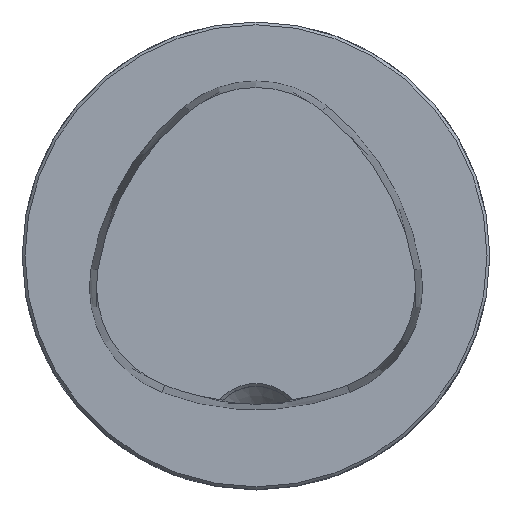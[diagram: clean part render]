
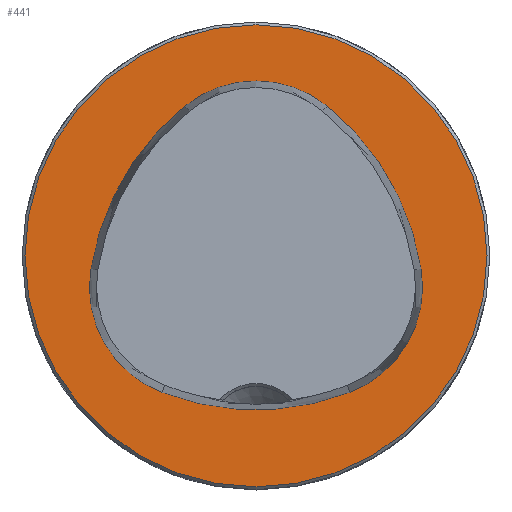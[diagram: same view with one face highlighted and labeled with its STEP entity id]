
A CAD part, top view. The second image highlights one B-rep face of the part: STEP entity #441.
In plain terms, the highlighted planar face has unit normal (0, 0, 1).
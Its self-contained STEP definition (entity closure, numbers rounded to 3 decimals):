
#441=ADVANCED_FACE('CU_E_LO_SU_1',(#629,#630),#547,.T.);
#547=PLANE('',#1777);
#629=FACE_BOUND('',#700,.T.);
#630=FACE_BOUND('',#701,.T.);
#700=EDGE_LOOP('',(#887));
#701=EDGE_LOOP('',(#888,#889,#890,#891,#892,#893));
#887=ORIENTED_EDGE('',*,*,#1478,.T.);
#888=ORIENTED_EDGE('',*,*,#1479,.F.);
#889=ORIENTED_EDGE('',*,*,#1480,.F.);
#890=ORIENTED_EDGE('',*,*,#1481,.F.);
#891=ORIENTED_EDGE('',*,*,#1482,.F.);
#892=ORIENTED_EDGE('',*,*,#1476,.F.);
#893=ORIENTED_EDGE('',*,*,#1483,.F.);
#1322=VERTEX_POINT('',#2801);
#1323=VERTEX_POINT('',#2803);
#1324=VERTEX_POINT('',#2807);
#1325=VERTEX_POINT('',#2809);
#1326=VERTEX_POINT('',#2810);
#1327=VERTEX_POINT('',#2812);
#1328=VERTEX_POINT('',#2814);
#1476=EDGE_CURVE('',#1322,#1323,#1659,.T.);
#1478=EDGE_CURVE('',#1324,#1324,#1660,.T.);
#1479=EDGE_CURVE('',#1325,#1326,#1661,.T.);
#1480=EDGE_CURVE('',#1327,#1325,#1662,.T.);
#1481=EDGE_CURVE('',#1328,#1327,#1663,.T.);
#1482=EDGE_CURVE('',#1323,#1328,#1664,.T.);
#1483=EDGE_CURVE('',#1326,#1322,#1665,.T.);
#1659=CIRCLE('',#1769,28.075);
#1660=CIRCLE('',#1771,24.7);
#1661=CIRCLE('',#1772,28.075);
#1662=CIRCLE('',#1773,12.075);
#1663=CIRCLE('',#1774,28.075);
#1664=CIRCLE('',#1775,12.075);
#1665=CIRCLE('',#1776,12.075);
#1769=AXIS2_PLACEMENT_3D('',#2802,#1997,#1998);
#1771=AXIS2_PLACEMENT_3D('',#2806,#2002,#2003);
#1772=AXIS2_PLACEMENT_3D('',#2808,#2004,#2005);
#1773=AXIS2_PLACEMENT_3D('',#2811,#2006,#2007);
#1774=AXIS2_PLACEMENT_3D('',#2813,#2008,#2009);
#1775=AXIS2_PLACEMENT_3D('',#2815,#2010,#2011);
#1776=AXIS2_PLACEMENT_3D('',#2816,#2012,#2013);
#1777=AXIS2_PLACEMENT_3D('',#2817,#2014,#2015);
#1997=DIRECTION('',(0.,0.,1.));
#1998=DIRECTION('',(1.,0.,0.));
#2002=DIRECTION('',(0.,0.,1.));
#2003=DIRECTION('',(1.,0.,0.));
#2004=DIRECTION('',(0.,0.,1.));
#2005=DIRECTION('',(1.,0.,0.));
#2006=DIRECTION('',(0.,0.,1.));
#2007=DIRECTION('',(1.,0.,0.));
#2008=DIRECTION('',(0.,0.,1.));
#2009=DIRECTION('',(1.,0.,0.));
#2010=DIRECTION('',(0.,0.,1.));
#2011=DIRECTION('',(1.,0.,0.));
#2012=DIRECTION('',(0.,0.,1.));
#2013=DIRECTION('',(1.,0.,0.));
#2014=DIRECTION('',(0.,0.,1.));
#2015=DIRECTION('',(1.,0.,0.));
#2801=CARTESIAN_POINT('',(-10.05,-14.595,0.));
#2802=CARTESIAN_POINT('',(0.,11.62,0.));
#2803=CARTESIAN_POINT('',(10.05,-14.595,0.));
#2806=CARTESIAN_POINT('',(0.,0.,0.));
#2807=CARTESIAN_POINT('',(24.7,0.,0.));
#2808=CARTESIAN_POINT('',(10.078,-5.807,0.));
#2809=CARTESIAN_POINT('',(-7.606,15.999,0.));
#2810=CARTESIAN_POINT('',(-17.656,-1.443,0.));
#2811=CARTESIAN_POINT('',(0.,6.62,0.));
#2812=CARTESIAN_POINT('',(7.606,15.999,0.));
#2813=CARTESIAN_POINT('',(-10.078,-5.807,0.));
#2814=CARTESIAN_POINT('',(17.656,-1.443,0.));
#2815=CARTESIAN_POINT('',(5.727,-3.32,0.));
#2816=CARTESIAN_POINT('',(-5.727,-3.32,0.));
#2817=CARTESIAN_POINT('',(0.,0.,0.));
